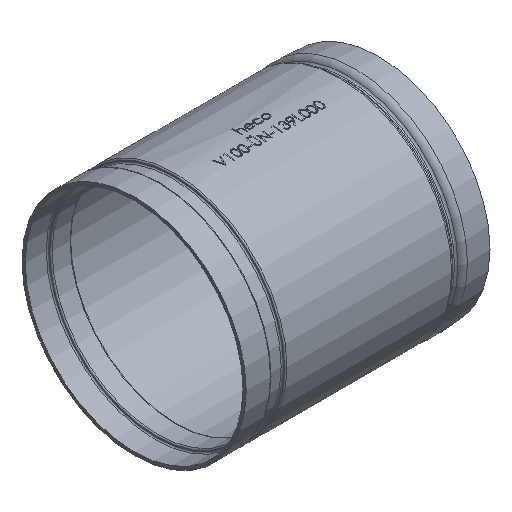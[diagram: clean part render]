
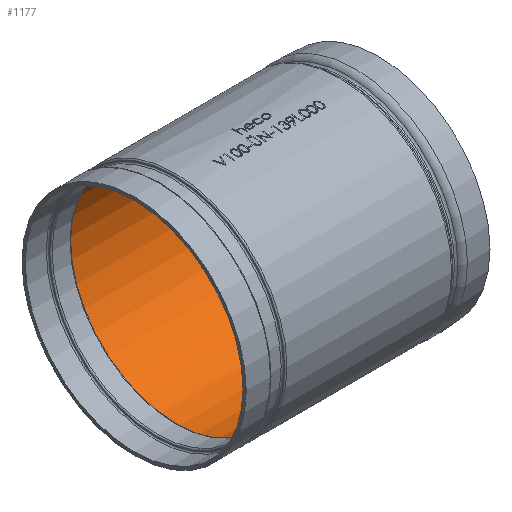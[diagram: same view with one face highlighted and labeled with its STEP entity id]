
A CAD part, isometric view. The second image highlights one B-rep face of the part: STEP entity #1177.
In plain terms, the highlighted cylindrical face has radius 67.851 mm (diameter 135.702 mm), a full revolution.
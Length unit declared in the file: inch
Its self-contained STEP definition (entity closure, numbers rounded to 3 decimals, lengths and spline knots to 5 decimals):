
#37 = EDGE_CURVE ( 'NONE', #4085, #4085, #12575, .T. ) ;
#1177 = ADVANCED_FACE ( 'NONE', ( #10480, #1949 ), #4545, .F. ) ;
#1949 = FACE_OUTER_BOUND ( 'NONE', #16271, .T. ) ;
#2777 = EDGE_CURVE ( 'NONE', #2876, #2876, #8507, .T. ) ;
#2876 = VERTEX_POINT ( 'NONE', #3180 ) ;
#3083 = DIRECTION ( 'NONE',  ( -1., 0., 0. ) ) ;
#3180 = CARTESIAN_POINT ( 'NONE',  ( 1.0777, -2.6713, 0. ) ) ;
#4085 = VERTEX_POINT ( 'NONE', #9712 ) ;
#4545 = CYLINDRICAL_SURFACE ( 'NONE', #16182, 2.6713 ) ;
#4615 = AXIS2_PLACEMENT_3D ( 'NONE', #16006, #11983, #13386 ) ;
#4943 = DIRECTION ( 'NONE',  ( 1., 0., 0. ) ) ;
#5314 = EDGE_LOOP ( 'NONE', ( #11040 ) ) ;
#5524 = CARTESIAN_POINT ( 'NONE',  ( 4.99638, 0., 0. ) ) ;
#6869 = DIRECTION ( 'NONE',  ( 0., -1., 0. ) ) ;
#8507 = CIRCLE ( 'NONE', #4615, 2.6713 ) ;
#9413 = ORIENTED_EDGE ( 'NONE', *, *, #2777, .F. ) ;
#9712 = CARTESIAN_POINT ( 'NONE',  ( 4.99638, -2.6713, 0. ) ) ;
#10255 = DIRECTION ( 'NONE',  ( 0., 1., 0. ) ) ;
#10480 = FACE_OUTER_BOUND ( 'NONE', #5314, .T. ) ;
#10599 = AXIS2_PLACEMENT_3D ( 'NONE', #5524, #3083, #6869 ) ;
#11040 = ORIENTED_EDGE ( 'NONE', *, *, #37, .F. ) ;
#11983 = DIRECTION ( 'NONE',  ( 1., 0., 0. ) ) ;
#12575 = CIRCLE ( 'NONE', #10599, 2.6713 ) ;
#13386 = DIRECTION ( 'NONE',  ( 0., -1., 0. ) ) ;
#14223 = CARTESIAN_POINT ( 'NONE',  ( 3.03766, 0., 0. ) ) ;
#16006 = CARTESIAN_POINT ( 'NONE',  ( 1.0777, 0., 0. ) ) ;
#16182 = AXIS2_PLACEMENT_3D ( 'NONE', #14223, #4943, #10255 ) ;
#16271 = EDGE_LOOP ( 'NONE', ( #9413 ) ) ;
